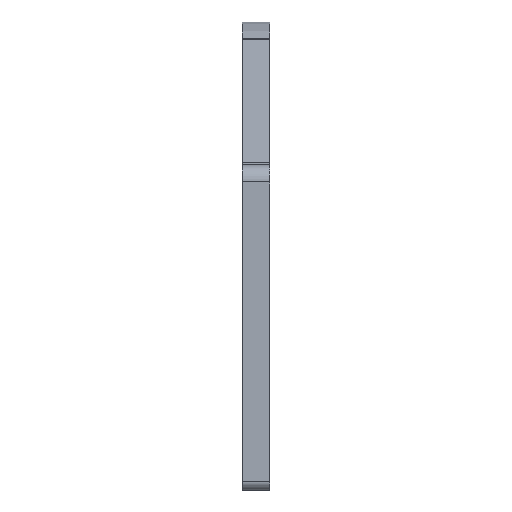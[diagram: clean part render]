
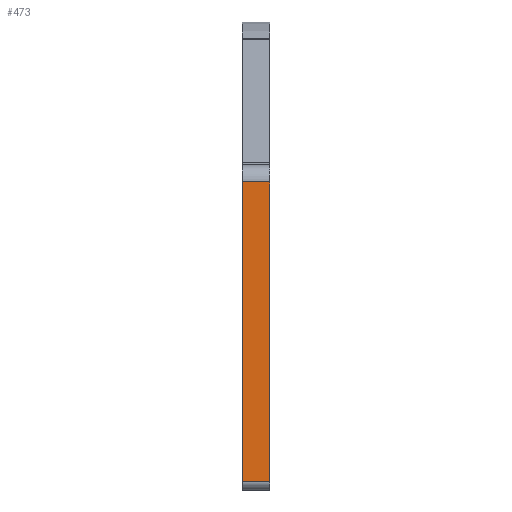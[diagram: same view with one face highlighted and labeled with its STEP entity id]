
A CAD part, left-side view. The second image highlights one B-rep face of the part: STEP entity #473.
In plain terms, the highlighted free-form (B-spline) face has degree [1, 1] with [2, 2] control points.
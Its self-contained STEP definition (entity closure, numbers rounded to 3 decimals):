
#446 = VERTEX_POINT('',#447);
#447 = CARTESIAN_POINT('',(0.,0.,-62.315));
#453 = EDGE_CURVE('',#454,#446,#456,.T.);
#454 = VERTEX_POINT('',#455);
#455 = CARTESIAN_POINT('',(0.,5.448,-62.315));
#456 = B_SPLINE_CURVE_WITH_KNOTS('',1,(#457,#458),.UNSPECIFIED.,.F.,.F.,
  (2,2),(-0.,5.08),.PIECEWISE_BEZIER_KNOTS.);
#457 = CARTESIAN_POINT('',(0.,5.448,-62.315));
#458 = CARTESIAN_POINT('',(0.,0.,-62.315));
#473 = ADVANCED_FACE('',(#474),#496,.F.);
#474 = FACE_BOUND('',#475,.T.);
#475 = EDGE_LOOP('',(#476,#483,#490,#495));
#476 = ORIENTED_EDGE('',*,*,#477,.T.);
#477 = EDGE_CURVE('',#446,#478,#480,.T.);
#478 = VERTEX_POINT('',#479);
#479 = CARTESIAN_POINT('',(0.,0.,-3.405));
#480 = B_SPLINE_CURVE_WITH_KNOTS('',1,(#481,#482),.UNSPECIFIED.,.F.,.F.,
  (2,2),(-58.104,-3.175),.PIECEWISE_BEZIER_KNOTS.);
#481 = CARTESIAN_POINT('',(0.,0.,-62.315));
#482 = CARTESIAN_POINT('',(0.,0.,-3.405));
#483 = ORIENTED_EDGE('',*,*,#484,.F.);
#484 = EDGE_CURVE('',#485,#478,#487,.T.);
#485 = VERTEX_POINT('',#486);
#486 = CARTESIAN_POINT('',(0.,5.448,-3.405));
#487 = B_SPLINE_CURVE_WITH_KNOTS('',1,(#488,#489),.UNSPECIFIED.,.F.,.F.,
  (2,2),(-0.,5.08),.PIECEWISE_BEZIER_KNOTS.);
#488 = CARTESIAN_POINT('',(0.,5.448,-3.405));
#489 = CARTESIAN_POINT('',(0.,0.,-3.405));
#490 = ORIENTED_EDGE('',*,*,#491,.F.);
#491 = EDGE_CURVE('',#454,#485,#492,.T.);
#492 = B_SPLINE_CURVE_WITH_KNOTS('',1,(#493,#494),.UNSPECIFIED.,.F.,.F.,
  (2,2),(-58.104,-3.175),.PIECEWISE_BEZIER_KNOTS.);
#493 = CARTESIAN_POINT('',(0.,5.448,-62.315));
#494 = CARTESIAN_POINT('',(0.,5.448,-3.405));
#495 = ORIENTED_EDGE('',*,*,#453,.T.);
#496 = B_SPLINE_SURFACE_WITH_KNOTS('',1,1,(
    (#497,#498)
    ,(#499,#500
    )),.UNSPECIFIED.,.F.,.F.,.F.,(2,2),(2,2),(3.175,58.104),(
    -5.08,0.),.PIECEWISE_BEZIER_KNOTS.);
#497 = CARTESIAN_POINT('',(0.,0.,-3.405));
#498 = CARTESIAN_POINT('',(0.,5.448,-3.405));
#499 = CARTESIAN_POINT('',(0.,0.,-62.315));
#500 = CARTESIAN_POINT('',(0.,5.448,-62.315));
